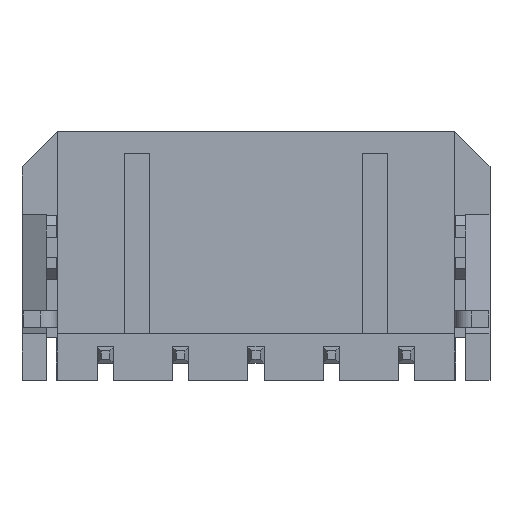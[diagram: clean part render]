
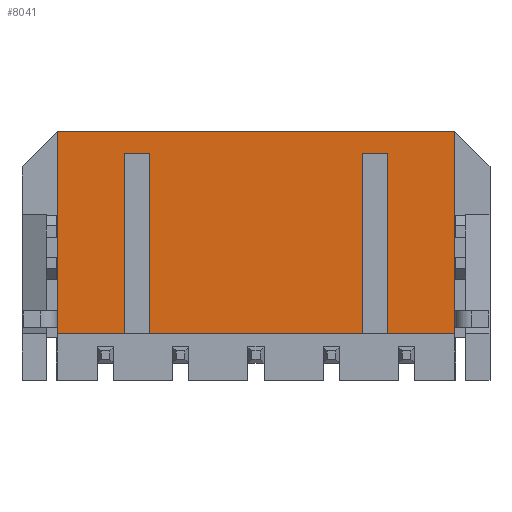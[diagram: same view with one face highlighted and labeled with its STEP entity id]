
A CAD part, front view. The second image highlights one B-rep face of the part: STEP entity #8041.
In plain terms, the highlighted planar face has unit normal (0, -1, 0).
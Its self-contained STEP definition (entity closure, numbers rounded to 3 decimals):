
#2273=DIRECTION('',(0.,0.,1.));
#2274=VECTOR('',#2273,7.2);
#2275=CARTESIAN_POINT('',(-4.25,-1.93,-3.1));
#2276=LINE('',#2275,#2274);
#2277=DIRECTION('',(1.,0.,0.));
#2278=VECTOR('',#2277,1.);
#2279=CARTESIAN_POINT('',(-5.25,-1.93,4.1));
#2280=LINE('',#2279,#2278);
#2281=DIRECTION('',(0.,0.,1.));
#2282=VECTOR('',#2281,7.2);
#2283=CARTESIAN_POINT('',(-5.25,-1.93,-3.1));
#2284=LINE('',#2283,#2282);
#2285=DIRECTION('',(-1.,0.,0.));
#2286=VECTOR('',#2285,2.67);
#2287=CARTESIAN_POINT('',(-5.25,-1.93,-3.1));
#2288=LINE('',#2287,#2286);
#2289=DIRECTION('',(0.,0.,-1.));
#2290=VECTOR('',#2289,8.05);
#2291=CARTESIAN_POINT('',(-7.92,-1.93,4.95));
#2292=LINE('',#2291,#2290);
#2293=DIRECTION('',(1.,0.,0.));
#2294=VECTOR('',#2293,15.84);
#2295=CARTESIAN_POINT('',(-7.92,-1.93,4.95));
#2296=LINE('',#2295,#2294);
#2297=DIRECTION('',(0.,0.,-1.));
#2298=VECTOR('',#2297,8.05);
#2299=CARTESIAN_POINT('',(7.92,-1.93,4.95));
#2300=LINE('',#2299,#2298);
#2301=DIRECTION('',(-1.,0.,0.));
#2302=VECTOR('',#2301,2.67);
#2303=CARTESIAN_POINT('',(7.92,-1.93,-3.1));
#2304=LINE('',#2303,#2302);
#2305=DIRECTION('',(0.,0.,1.));
#2306=VECTOR('',#2305,7.2);
#2307=CARTESIAN_POINT('',(5.25,-1.93,-3.1));
#2308=LINE('',#2307,#2306);
#2309=DIRECTION('',(-1.,0.,0.));
#2310=VECTOR('',#2309,1.);
#2311=CARTESIAN_POINT('',(5.25,-1.93,4.1));
#2312=LINE('',#2311,#2310);
#2313=DIRECTION('',(0.,0.,1.));
#2314=VECTOR('',#2313,7.2);
#2315=CARTESIAN_POINT('',(4.25,-1.93,-3.1));
#2316=LINE('',#2315,#2314);
#2317=DIRECTION('',(-1.,0.,0.));
#2318=VECTOR('',#2317,8.5);
#2319=CARTESIAN_POINT('',(4.25,-1.93,-3.1));
#2320=LINE('',#2319,#2318);
#3913=CARTESIAN_POINT('',(4.25,-1.93,-3.1));
#3914=CARTESIAN_POINT('',(4.25,-1.93,4.1));
#3915=VERTEX_POINT('',#3913);
#3916=VERTEX_POINT('',#3914);
#3917=CARTESIAN_POINT('',(5.25,-1.93,-3.1));
#3918=CARTESIAN_POINT('',(5.25,-1.93,4.1));
#3919=VERTEX_POINT('',#3917);
#3920=VERTEX_POINT('',#3918);
#4577=CARTESIAN_POINT('',(-7.92,-1.93,4.95));
#4578=CARTESIAN_POINT('',(-7.92,-1.93,-3.1));
#4579=VERTEX_POINT('',#4577);
#4580=VERTEX_POINT('',#4578);
#4581=CARTESIAN_POINT('',(7.92,-1.93,4.95));
#4582=CARTESIAN_POINT('',(7.92,-1.93,-3.1));
#4583=VERTEX_POINT('',#4581);
#4584=VERTEX_POINT('',#4582);
#4693=CARTESIAN_POINT('',(-4.25,-1.93,4.1));
#4694=VERTEX_POINT('',#4693);
#4695=CARTESIAN_POINT('',(-4.25,-1.93,-3.1));
#4696=VERTEX_POINT('',#4695);
#4697=CARTESIAN_POINT('',(-5.25,-1.93,-3.1));
#4698=VERTEX_POINT('',#4697);
#4699=CARTESIAN_POINT('',(-5.25,-1.93,4.1));
#4700=VERTEX_POINT('',#4699);
#8015=CARTESIAN_POINT('',(-9.32,-1.93,4.95));
#8016=DIRECTION('',(0.,-1.,0.));
#8017=DIRECTION('',(0.,0.,-1.));
#8018=AXIS2_PLACEMENT_3D('',#8015,#8016,#8017);
#8019=PLANE('',#8018);
#8021=ORIENTED_EDGE('',*,*,#8020,.T.);
#8023=ORIENTED_EDGE('',*,*,#8022,.F.);
#8025=ORIENTED_EDGE('',*,*,#8024,.F.);
#8026=ORIENTED_EDGE('',*,*,#7990,.T.);
#8028=ORIENTED_EDGE('',*,*,#8027,.F.);
#8029=ORIENTED_EDGE('',*,*,#5551,.T.);
#8030=ORIENTED_EDGE('',*,*,#7842,.T.);
#8031=ORIENTED_EDGE('',*,*,#8006,.T.);
#8033=ORIENTED_EDGE('',*,*,#8032,.T.);
#8035=ORIENTED_EDGE('',*,*,#8034,.T.);
#8037=ORIENTED_EDGE('',*,*,#8036,.F.);
#8038=ORIENTED_EDGE('',*,*,#7998,.T.);
#8039=EDGE_LOOP('',(#8021,#8023,#8025,#8026,#8028,#8029,#8030,#8031,#8033,#8035,
#8037,#8038));
#8040=FACE_OUTER_BOUND('',#8039,.F.);
#8041=ADVANCED_FACE('',(#8040),#8019,.T.);
#5551=EDGE_CURVE('',#4579,#4583,#2296,.T.);
#7842=EDGE_CURVE('',#4583,#4584,#2300,.T.);
#7990=EDGE_CURVE('',#4698,#4580,#2288,.T.);
#7998=EDGE_CURVE('',#3915,#4696,#2320,.T.);
#8006=EDGE_CURVE('',#4584,#3919,#2304,.T.);
#8020=EDGE_CURVE('',#4696,#4694,#2276,.T.);
#8022=EDGE_CURVE('',#4700,#4694,#2280,.T.);
#8024=EDGE_CURVE('',#4698,#4700,#2284,.T.);
#8027=EDGE_CURVE('',#4579,#4580,#2292,.T.);
#8032=EDGE_CURVE('',#3919,#3920,#2308,.T.);
#8034=EDGE_CURVE('',#3920,#3916,#2312,.T.);
#8036=EDGE_CURVE('',#3915,#3916,#2316,.T.);
